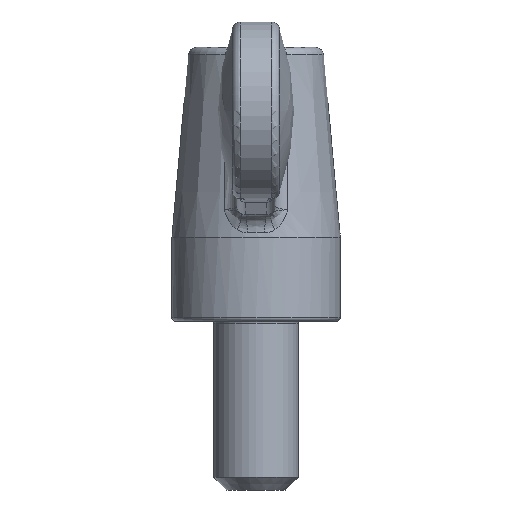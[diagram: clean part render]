
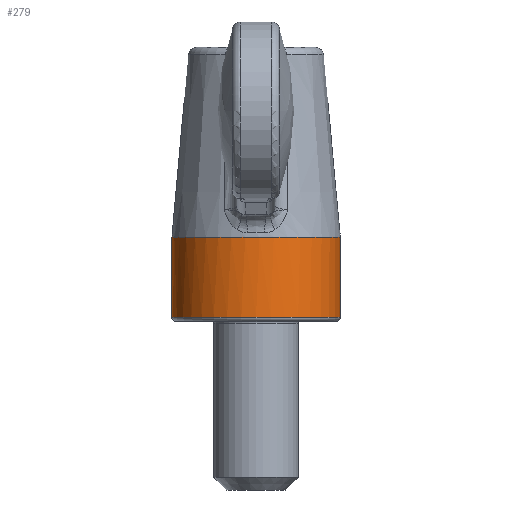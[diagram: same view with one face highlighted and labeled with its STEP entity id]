
A CAD part, front view. The second image highlights one B-rep face of the part: STEP entity #279.
In plain terms, the highlighted cylindrical face has radius 10 mm (diameter 20 mm), a full revolution.
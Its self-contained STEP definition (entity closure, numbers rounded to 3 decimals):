
#279 = ADVANCED_FACE( '', ( #589, #590 ), #591, .T. );
#589 = FACE_OUTER_BOUND( '', #3516, .T. );
#590 = FACE_OUTER_BOUND( '', #3517, .T. );
#591 = CYLINDRICAL_SURFACE( '', #3518, 10. );
#3516 = EDGE_LOOP( '', ( #5259 ) );
#3517 = EDGE_LOOP( '', ( #5260 ) );
#3518 = AXIS2_PLACEMENT_3D( '', #5261, #5262, #5263 );
#5259 = ORIENTED_EDGE( '', *, *, #5414, .T. );
#5260 = ORIENTED_EDGE( '', *, *, #5501, .F. );
#5261 = CARTESIAN_POINT( '', ( 0., 0., 32. ) );
#5262 = DIRECTION( '', ( 0., 0., -1. ) );
#5263 = DIRECTION( '', ( 1., 0., 0. ) );
#5414 = EDGE_CURVE( '', #5725, #5725, #5726, .T. );
#5501 = EDGE_CURVE( '', #5876, #5876, #5877, .T. );
#5725 = VERTEX_POINT( '', #6166 );
#5726 = CIRCLE( '', #6167, 10. );
#5876 = VERTEX_POINT( '', #6934 );
#5877 = CIRCLE( '', #6935, 10. );
#6166 = CARTESIAN_POINT( '', ( 10., 0., 0.5 ) );
#6167 = AXIS2_PLACEMENT_3D( '', #8548, #8549, #8550 );
#6934 = CARTESIAN_POINT( '', ( 10., 0., 10. ) );
#6935 = AXIS2_PLACEMENT_3D( '', #8639, #8640, #8641 );
#8548 = CARTESIAN_POINT( '', ( 0., 0., 0.5 ) );
#8549 = DIRECTION( '', ( 0., 0., 1. ) );
#8550 = DIRECTION( '', ( 1., 0., 0. ) );
#8639 = CARTESIAN_POINT( '', ( 0., 0., 10. ) );
#8640 = DIRECTION( '', ( 0., 0., 1. ) );
#8641 = DIRECTION( '', ( 1., 0., 0. ) );
